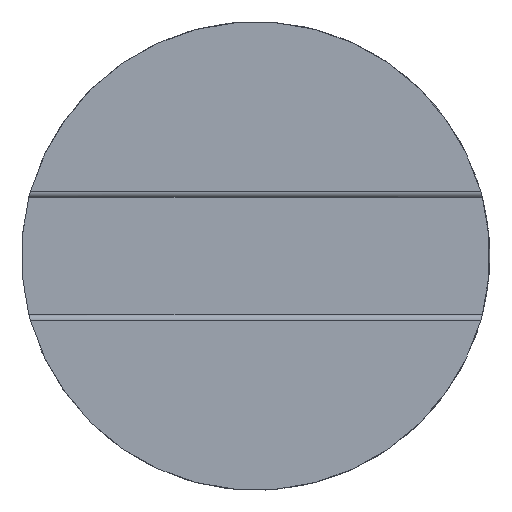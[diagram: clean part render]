
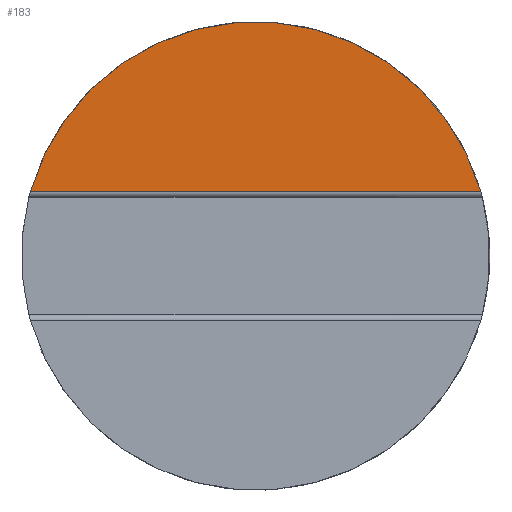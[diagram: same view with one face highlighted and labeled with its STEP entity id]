
A CAD part, front view. The second image highlights one B-rep face of the part: STEP entity #183.
In plain terms, the highlighted planar face has unit normal (0, -1, 0).
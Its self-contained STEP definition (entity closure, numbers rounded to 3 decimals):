
#23=CIRCLE('',#194,4.);
#33=PLANE('',#205);
#45=FACE_OUTER_BOUND('',#60,.T.);
#60=EDGE_LOOP('',(#165,#166));
#63=LINE('',#274,#73);
#73=VECTOR('',#211,7.692);
#88=VERTEX_POINT('',#262);
#89=VERTEX_POINT('',#273);
#104=EDGE_CURVE('',#88,#89,#63,.T.);
#119=EDGE_CURVE('',#88,#89,#23,.T.);
#165=ORIENTED_EDGE('',*,*,#104,.F.);
#166=ORIENTED_EDGE('',*,*,#119,.T.);
#183=ADVANCED_FACE('',(#45),#33,.F.);
#194=AXIS2_PLACEMENT_3D('',#328,#232,#233);
#205=AXIS2_PLACEMENT_3D('',#344,#255,#256);
#211=DIRECTION('',(-1.,0.,0.));
#232=DIRECTION('center_axis',(0.,-1.,0.));
#233=DIRECTION('ref_axis',(-1.,0.,0.));
#255=DIRECTION('center_axis',(0.,1.,0.));
#256=DIRECTION('ref_axis',(0.,0.,1.));
#262=CARTESIAN_POINT('',(3.846,-5.,1.1));
#273=CARTESIAN_POINT('',(-3.846,-5.,1.1));
#274=CARTESIAN_POINT('',(-1.936,-5.,1.1));
#328=CARTESIAN_POINT('Origin',(0.,-5.,0.));
#344=CARTESIAN_POINT('Origin',(0.,-5.,0.));
